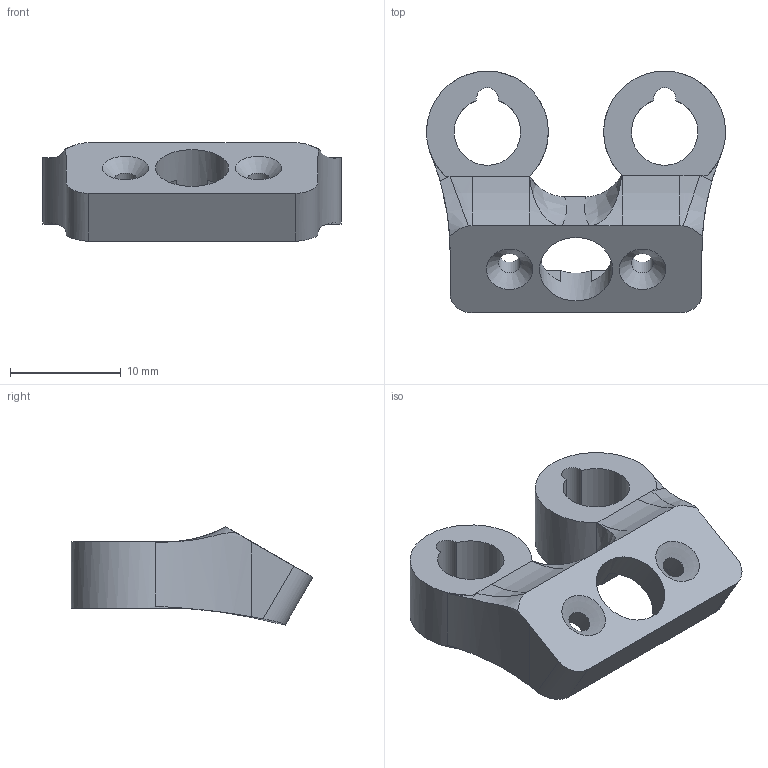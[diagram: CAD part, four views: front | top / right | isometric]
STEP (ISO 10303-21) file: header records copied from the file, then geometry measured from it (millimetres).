
FILE_DESCRIPTION(/* description */ (''),/* implementation_level */ '2;1');
FILE_NAME(/* name */ '',/* time_stamp */ '2025-11-10T23:06:40+02:00',/* author */ (''),/* organization */ (''),/* preprocessor_version */ 'ST-DEVELOPER v20.1',/* originating_system */ 'Autodesk Translation Framework v14.17.0.0',/* authorisation */ '');
FILE_SCHEMA (('AUTOMOTIVE_DESIGN { 1 0 10303 214 3 1 1 }'));
Length unit declared in the file: millimetre
Products named in the file (1): 2025-09-16-17-45-52-425
Bounding box: 26.99 x 21.83 x 8.88 mm (x, y, z)
Volume: 1728.6 mm3; surface area: 1748.9 mm2
Topology: 1 solids, 1 shells, 62 faces, 180 edges, 119 vertices
Faces by surface type: plane 29, cylinder 20, bspline 11, cone 2
Full cylindrical faces by diameter (mm): 2 x2, 6.6 x1
Entity records: 2671 total; most frequent: CARTESIAN_POINT 1039, ORIENTED_EDGE 360, DIRECTION 299, EDGE_CURVE 180, VERTEX_POINT 119, AXIS2_PLACEMENT_3D 108, LINE 83, VECTOR 83
